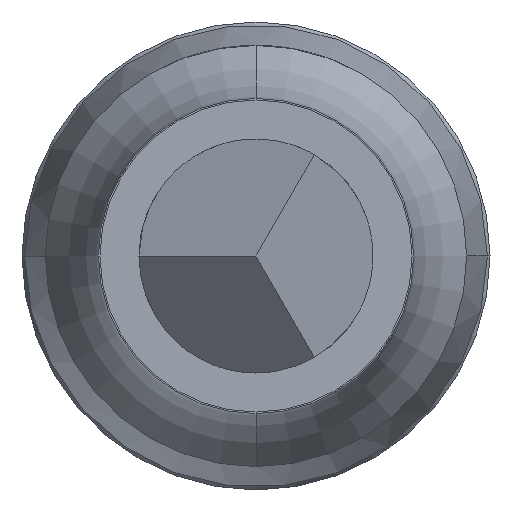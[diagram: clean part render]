
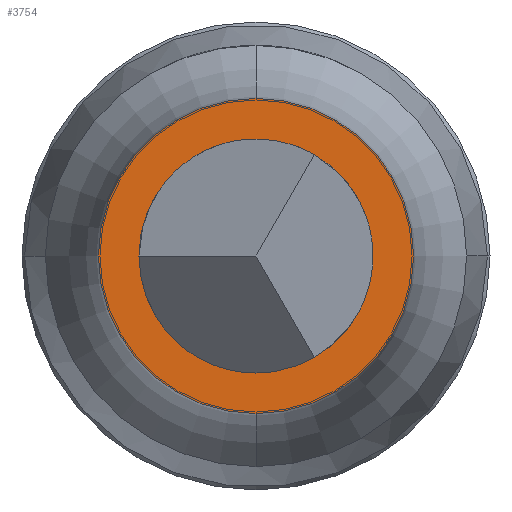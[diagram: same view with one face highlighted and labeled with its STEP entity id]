
A CAD part, front view. The second image highlights one B-rep face of the part: STEP entity #3754.
In plain terms, the highlighted planar face has unit normal (0, -1, 0).
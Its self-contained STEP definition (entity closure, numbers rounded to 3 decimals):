
#28 = DIRECTION ( 'NONE',  ( 0., 0., 1. ) ) ;
#124 = AXIS2_PLACEMENT_3D ( 'NONE', #432, #844, #28 ) ;
#144 = DIRECTION ( 'NONE',  ( 0., 1., 0. ) ) ;
#194 = AXIS2_PLACEMENT_3D ( 'NONE', #846, #2827, #3115 ) ;
#318 = CARTESIAN_POINT ( 'NONE',  ( 0., -16.6, -0.202 ) ) ;
#333 = PLANE ( 'NONE',  #1372 ) ;
#432 = CARTESIAN_POINT ( 'NONE',  ( 0., -16.6, 0. ) ) ;
#769 = ORIENTED_EDGE ( 'NONE', *, *, #1940, .T. ) ;
#801 = FACE_BOUND ( 'NONE', #1307, .T. ) ;
#844 = DIRECTION ( 'NONE',  ( 0., 1., 0. ) ) ;
#846 = CARTESIAN_POINT ( 'NONE',  ( 0., -16.6, 0. ) ) ;
#887 = AXIS2_PLACEMENT_3D ( 'NONE', #2825, #1417, #1724 ) ;
#1086 = VERTEX_POINT ( 'NONE', #3391 ) ;
#1191 = VERTEX_POINT ( 'NONE', #2527 ) ;
#1202 = FACE_OUTER_BOUND ( 'NONE', #3386, .T. ) ;
#1218 = EDGE_CURVE ( 'Defeature ausgef�hrt1_1+Defeature ausgef�hrt1_2+Defeature ausgef�hrt1_2+Defeature ausgef�hrt1_2', #1086, #3210, #2466, .T. ) ;
#1307 = EDGE_LOOP ( 'NONE', ( #769, #3193 ) ) ;
#1372 = AXIS2_PLACEMENT_3D ( 'NONE', #1456, #3483, #1741 ) ;
#1411 = AXIS2_PLACEMENT_3D ( 'NONE', #3560, #144, #2302 ) ;
#1417 = DIRECTION ( 'NONE',  ( 0., 1., 0. ) ) ;
#1456 = CARTESIAN_POINT ( 'NONE',  ( 0.27, -16.6, 0. ) ) ;
#1724 = DIRECTION ( 'NONE',  ( 0., 0., -1. ) ) ;
#1741 = DIRECTION ( 'NONE',  ( 0., 0., 1. ) ) ;
#1828 = VERTEX_POINT ( 'NONE', #2332 ) ;
#1940 = EDGE_CURVE ( 'Defeature ausgef�hrt1_2+Defeature ausgef�hrt1_13+Defeature ausgef�hrt1_13+Defeature ausgef�hrt1_13', #1828, #1191, #2052, .T. ) ;
#1943 = EDGE_CURVE ( 'Defeature ausgef�hrt1_2+Defeature ausgef�hrt1_13+Defeature ausgef�hrt1_13+Defeature ausgef�hrt1_13', #1191, #1828, #3245, .T. ) ;
#2052 = CIRCLE ( 'NONE', #1411, 0.15 ) ;
#2302 = DIRECTION ( 'NONE',  ( 0., 0., 1. ) ) ;
#2332 = CARTESIAN_POINT ( 'NONE',  ( 0., -16.6, -0.15 ) ) ;
#2466 = CIRCLE ( 'NONE', #887, 0.202 ) ;
#2511 = ORIENTED_EDGE ( 'NONE', *, *, #1218, .F. ) ;
#2527 = CARTESIAN_POINT ( 'NONE',  ( 0., -16.6, 0.15 ) ) ;
#2825 = CARTESIAN_POINT ( 'NONE',  ( 0., -16.6, 0. ) ) ;
#2827 = DIRECTION ( 'NONE',  ( 0., 1., 0. ) ) ;
#3115 = DIRECTION ( 'NONE',  ( 0., 0., -1. ) ) ;
#3172 = EDGE_CURVE ( 'Defeature ausgef�hrt1_1+Defeature ausgef�hrt1_2+Defeature ausgef�hrt1_2+Defeature ausgef�hrt1_2', #3210, #1086, #3546, .T. ) ;
#3193 = ORIENTED_EDGE ( 'NONE', *, *, #1943, .T. ) ;
#3210 = VERTEX_POINT ( 'NONE', #318 ) ;
#3245 = CIRCLE ( 'NONE', #124, 0.15 ) ;
#3386 = EDGE_LOOP ( 'NONE', ( #2511, #3454 ) ) ;
#3391 = CARTESIAN_POINT ( 'NONE',  ( 0., -16.6, 0.202 ) ) ;
#3454 = ORIENTED_EDGE ( 'NONE', *, *, #3172, .F. ) ;
#3483 = DIRECTION ( 'NONE',  ( 0., 1., 0. ) ) ;
#3546 = CIRCLE ( 'NONE', #194, 0.202 ) ;
#3560 = CARTESIAN_POINT ( 'NONE',  ( 0., -16.6, 0. ) ) ;
#3754 = ADVANCED_FACE ( 'Defeature ausgef�hrt1_2', ( #801, #1202 ), #333, .F. ) ;
